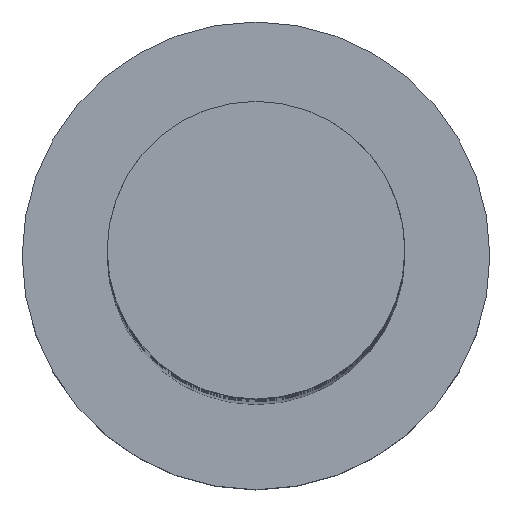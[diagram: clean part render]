
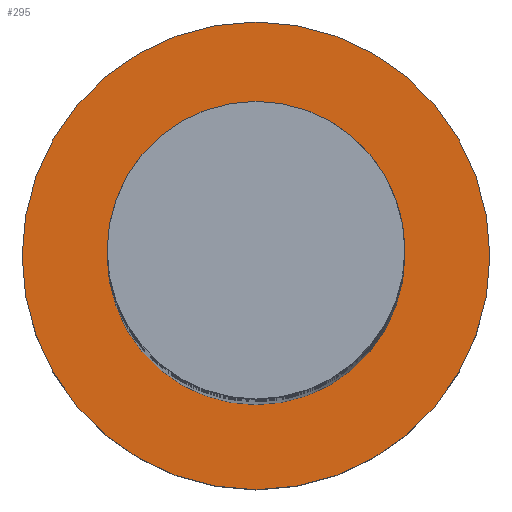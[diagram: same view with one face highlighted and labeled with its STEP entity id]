
A CAD part, top view. The second image highlights one B-rep face of the part: STEP entity #295.
In plain terms, the highlighted planar face has unit normal (0, 0, 1).
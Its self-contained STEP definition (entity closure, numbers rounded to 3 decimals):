
#1 = VERTEX_POINT ( 'NONE', #739 ) ;
#2 = EDGE_CURVE ( 'NONE', #1627, #489, #1211, .T. ) ;
#14 = ORIENTED_EDGE ( 'NONE', *, *, #658, .T. ) ;
#55 = FACE_BOUND ( 'NONE', #1033, .T. ) ;
#110 = CARTESIAN_POINT ( 'NONE',  ( -11., 0., 7. ) ) ;
#112 = CARTESIAN_POINT ( 'NONE',  ( 0., 0., 7. ) ) ;
#197 = EDGE_CURVE ( 'NONE', #559, #1, #346, .T. ) ;
#249 = CARTESIAN_POINT ( 'NONE',  ( 0., 0., 7. ) ) ;
#273 = ORIENTED_EDGE ( 'NONE', *, *, #197, .F. ) ;
#295 = ADVANCED_FACE ( 'NONE', ( #55, #1103 ), #305, .T. ) ;
#305 = PLANE ( 'NONE',  #801 ) ;
#346 = CIRCLE ( 'NONE', #745, 7. ) ;
#423 = ORIENTED_EDGE ( 'NONE', *, *, #2, .T. ) ;
#489 = VERTEX_POINT ( 'NONE', #110 ) ;
#559 = VERTEX_POINT ( 'NONE', #724 ) ;
#587 = AXIS2_PLACEMENT_3D ( 'NONE', #982, #1486, #1371 ) ;
#616 = DIRECTION ( 'NONE',  ( 0., 0., 1. ) ) ;
#621 = CARTESIAN_POINT ( 'NONE',  ( 11., 0., 7. ) ) ;
#651 = DIRECTION ( 'NONE',  ( 0., 0., 1. ) ) ;
#658 = EDGE_CURVE ( 'NONE', #489, #1627, #1584, .T. ) ;
#717 = CARTESIAN_POINT ( 'NONE',  ( 0., 0., 7. ) ) ;
#724 = CARTESIAN_POINT ( 'NONE',  ( -7., 0., 7. ) ) ;
#739 = CARTESIAN_POINT ( 'NONE',  ( 7., 0., 7. ) ) ;
#745 = AXIS2_PLACEMENT_3D ( 'NONE', #926, #651, #1177 ) ;
#766 = DIRECTION ( 'NONE',  ( 0., 0., 1. ) ) ;
#778 = CIRCLE ( 'NONE', #1298, 7. ) ;
#801 = AXIS2_PLACEMENT_3D ( 'NONE', #717, #937, #1449 ) ;
#832 = AXIS2_PLACEMENT_3D ( 'NONE', #112, #616, #1270 ) ;
#926 = CARTESIAN_POINT ( 'NONE',  ( 0., 0., 7. ) ) ;
#937 = DIRECTION ( 'NONE',  ( 0., 0., 1. ) ) ;
#982 = CARTESIAN_POINT ( 'NONE',  ( 0., 0., 7. ) ) ;
#1033 = EDGE_LOOP ( 'NONE', ( #273, #1190 ) ) ;
#1103 = FACE_OUTER_BOUND ( 'NONE', #1659, .T. ) ;
#1177 = DIRECTION ( 'NONE',  ( 1., 0., 0. ) ) ;
#1181 = DIRECTION ( 'NONE',  ( 1., 0., 0. ) ) ;
#1190 = ORIENTED_EDGE ( 'NONE', *, *, #1273, .F. ) ;
#1211 = CIRCLE ( 'NONE', #832, 11. ) ;
#1270 = DIRECTION ( 'NONE',  ( 1., 0., 0. ) ) ;
#1273 = EDGE_CURVE ( 'NONE', #1, #559, #778, .T. ) ;
#1298 = AXIS2_PLACEMENT_3D ( 'NONE', #249, #766, #1181 ) ;
#1371 = DIRECTION ( 'NONE',  ( 1., 0., 0. ) ) ;
#1449 = DIRECTION ( 'NONE',  ( 1., 0., 0. ) ) ;
#1486 = DIRECTION ( 'NONE',  ( 0., 0., 1. ) ) ;
#1584 = CIRCLE ( 'NONE', #587, 11. ) ;
#1627 = VERTEX_POINT ( 'NONE', #621 ) ;
#1659 = EDGE_LOOP ( 'NONE', ( #14, #423 ) ) ;
